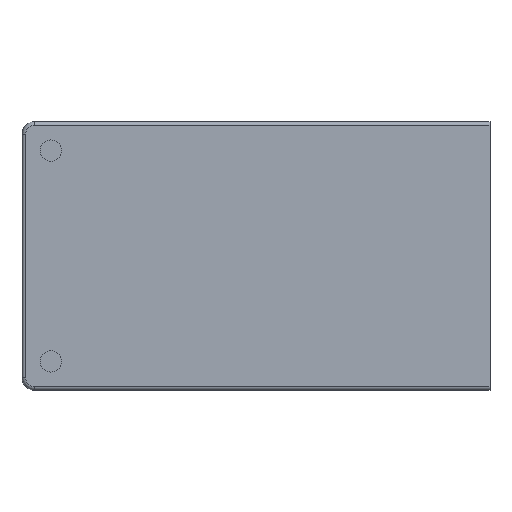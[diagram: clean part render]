
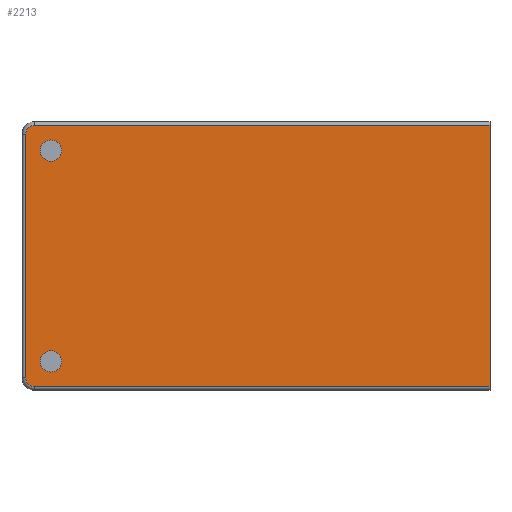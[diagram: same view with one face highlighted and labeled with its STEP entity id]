
A CAD part, front view. The second image highlights one B-rep face of the part: STEP entity #2213.
In plain terms, the highlighted planar face has unit normal (0, -1, 0).
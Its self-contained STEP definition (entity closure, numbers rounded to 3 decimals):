
#10 = FACE_BOUND ( 'NONE', #1300, .T. ) ;
#34 = VERTEX_POINT ( 'NONE', #4019 ) ;
#86 = CARTESIAN_POINT ( 'NONE',  ( 185.975, 0., -1.5 ) ) ;
#134 = CARTESIAN_POINT ( 'NONE',  ( 5., 0., -5. ) ) ;
#149 = DIRECTION ( 'NONE',  ( 1., 0., 0. ) ) ;
#199 = CIRCLE ( 'NONE', #2644, 4.25 ) ;
#201 = VECTOR ( 'NONE', #149, 1000. ) ;
#207 = ORIENTED_EDGE ( 'NONE', *, *, #3264, .F. ) ;
#266 = DIRECTION ( 'NONE',  ( 0., 0., -1. ) ) ;
#275 = DIRECTION ( 'NONE',  ( 0., 1., 0. ) ) ;
#298 = EDGE_CURVE ( 'NONE', #1712, #3446, #2464, .T. ) ;
#326 = DIRECTION ( 'NONE',  ( 0., 0., -1. ) ) ;
#329 = CARTESIAN_POINT ( 'NONE',  ( 11.5, 0., -7.25 ) ) ;
#421 = EDGE_CURVE ( 'NONE', #2544, #1712, #2588, .T. ) ;
#465 = EDGE_CURVE ( 'NONE', #4136, #34, #1815, .T. ) ;
#653 = AXIS2_PLACEMENT_3D ( 'NONE', #134, #2381, #3460 ) ;
#668 = CARTESIAN_POINT ( 'NONE',  ( 5., 0., -1.5 ) ) ;
#810 = CARTESIAN_POINT ( 'NONE',  ( 11.5, 0., -99.5 ) ) ;
#815 = VECTOR ( 'NONE', #266, 1000. ) ;
#827 = LINE ( 'NONE', #1460, #2758 ) ;
#834 = AXIS2_PLACEMENT_3D ( 'NONE', #1633, #2976, #326 ) ;
#895 = VERTEX_POINT ( 'NONE', #668 ) ;
#958 = CARTESIAN_POINT ( 'NONE',  ( 1.5, 0., -101.75 ) ) ;
#976 = DIRECTION ( 'NONE',  ( 0., 0., -1. ) ) ;
#979 = LINE ( 'NONE', #958, #815 ) ;
#1035 = ORIENTED_EDGE ( 'NONE', *, *, #298, .T. ) ;
#1043 = DIRECTION ( 'NONE',  ( 0., 0., -1. ) ) ;
#1062 = EDGE_CURVE ( 'NONE', #4264, #2544, #979, .T. ) ;
#1087 = ORIENTED_EDGE ( 'NONE', *, *, #1841, .F. ) ;
#1097 = EDGE_LOOP ( 'NONE', ( #1035, #4225, #3685, #3796, #3265, #1794 ) ) ;
#1103 = CARTESIAN_POINT ( 'NONE',  ( 1.5, 0., -5. ) ) ;
#1259 = AXIS2_PLACEMENT_3D ( 'NONE', #3625, #1571, #3950 ) ;
#1270 = CARTESIAN_POINT ( 'NONE',  ( 1.5, 0., -101.75 ) ) ;
#1300 = EDGE_LOOP ( 'NONE', ( #1087, #3230 ) ) ;
#1349 = DIRECTION ( 'NONE',  ( 0., -1., 0. ) ) ;
#1460 = CARTESIAN_POINT ( 'NONE',  ( 0., 0., -1.5 ) ) ;
#1571 = DIRECTION ( 'NONE',  ( 0., -1., 0. ) ) ;
#1608 = DIRECTION ( 'NONE',  ( 0., 0., 1. ) ) ;
#1633 = CARTESIAN_POINT ( 'NONE',  ( 11.5, 0., -11.5 ) ) ;
#1712 = VERTEX_POINT ( 'NONE', #3186 ) ;
#1743 = CIRCLE ( 'NONE', #834, 4.25 ) ;
#1774 = DIRECTION ( 'NONE',  ( -1., 0., 0. ) ) ;
#1794 = ORIENTED_EDGE ( 'NONE', *, *, #421, .T. ) ;
#1815 = CIRCLE ( 'NONE', #2371, 4.25 ) ;
#1821 = CARTESIAN_POINT ( 'NONE',  ( 185.975, 0., -105.25 ) ) ;
#1841 = EDGE_CURVE ( 'NONE', #34, #4136, #1743, .T. ) ;
#1860 = DIRECTION ( 'NONE',  ( 0., 0., 1. ) ) ;
#1931 = FACE_BOUND ( 'NONE', #2955, .T. ) ;
#1962 = DIRECTION ( 'NONE',  ( 0., -1., 0. ) ) ;
#2029 = CARTESIAN_POINT ( 'NONE',  ( 11.5, 0., -95.25 ) ) ;
#2133 = CARTESIAN_POINT ( 'NONE',  ( 366.95, 0., -105.25 ) ) ;
#2188 = LINE ( 'NONE', #3156, #3111 ) ;
#2213 = ADVANCED_FACE ( 'NONE', ( #1931, #10, #3012 ), #4296, .F. ) ;
#2250 = CIRCLE ( 'NONE', #653, 3.5 ) ;
#2284 = ORIENTED_EDGE ( 'NONE', *, *, #3034, .F. ) ;
#2335 = AXIS2_PLACEMENT_3D ( 'NONE', #2615, #275, #1608 ) ;
#2371 = AXIS2_PLACEMENT_3D ( 'NONE', #2958, #1962, #3232 ) ;
#2381 = DIRECTION ( 'NONE',  ( 0., -1., 0. ) ) ;
#2449 = EDGE_CURVE ( 'NONE', #3446, #3288, #2188, .T. ) ;
#2464 = LINE ( 'NONE', #2133, #201 ) ;
#2544 = VERTEX_POINT ( 'NONE', #1270 ) ;
#2588 = CIRCLE ( 'NONE', #1259, 3.5 ) ;
#2615 = CARTESIAN_POINT ( 'NONE',  ( 0., 0., 0. ) ) ;
#2644 = AXIS2_PLACEMENT_3D ( 'NONE', #2029, #1349, #976 ) ;
#2758 = VECTOR ( 'NONE', #1774, 1000. ) ;
#2781 = CARTESIAN_POINT ( 'NONE',  ( 11.5, 0., -91. ) ) ;
#2788 = EDGE_CURVE ( 'NONE', #3288, #895, #827, .T. ) ;
#2861 = VERTEX_POINT ( 'NONE', #2781 ) ;
#2955 = EDGE_LOOP ( 'NONE', ( #2284, #207 ) ) ;
#2958 = CARTESIAN_POINT ( 'NONE',  ( 11.5, 0., -11.5 ) ) ;
#2976 = DIRECTION ( 'NONE',  ( 0., -1., 0. ) ) ;
#3012 = FACE_OUTER_BOUND ( 'NONE', #1097, .T. ) ;
#3034 = EDGE_CURVE ( 'NONE', #3600, #2861, #199, .T. ) ;
#3104 = CARTESIAN_POINT ( 'NONE',  ( 11.5, 0., -95.25 ) ) ;
#3111 = VECTOR ( 'NONE', #1860, 1000. ) ;
#3156 = CARTESIAN_POINT ( 'NONE',  ( 185.975, 0., 0. ) ) ;
#3186 = CARTESIAN_POINT ( 'NONE',  ( 5., 0., -105.25 ) ) ;
#3230 = ORIENTED_EDGE ( 'NONE', *, *, #465, .F. ) ;
#3232 = DIRECTION ( 'NONE',  ( 0., 0., -1. ) ) ;
#3264 = EDGE_CURVE ( 'NONE', #2861, #3600, #3657, .T. ) ;
#3265 = ORIENTED_EDGE ( 'NONE', *, *, #1062, .T. ) ;
#3288 = VERTEX_POINT ( 'NONE', #86 ) ;
#3373 = AXIS2_PLACEMENT_3D ( 'NONE', #3104, #3451, #1043 ) ;
#3446 = VERTEX_POINT ( 'NONE', #1821 ) ;
#3451 = DIRECTION ( 'NONE',  ( 0., -1., 0. ) ) ;
#3460 = DIRECTION ( 'NONE',  ( 0., 0., 1. ) ) ;
#3571 = EDGE_CURVE ( 'NONE', #895, #4264, #2250, .T. ) ;
#3600 = VERTEX_POINT ( 'NONE', #810 ) ;
#3625 = CARTESIAN_POINT ( 'NONE',  ( 5., 0., -101.75 ) ) ;
#3657 = CIRCLE ( 'NONE', #3373, 4.25 ) ;
#3685 = ORIENTED_EDGE ( 'NONE', *, *, #2788, .T. ) ;
#3796 = ORIENTED_EDGE ( 'NONE', *, *, #3571, .T. ) ;
#3950 = DIRECTION ( 'NONE',  ( 0., 0., 1. ) ) ;
#4019 = CARTESIAN_POINT ( 'NONE',  ( 11.5, 0., -15.75 ) ) ;
#4136 = VERTEX_POINT ( 'NONE', #329 ) ;
#4225 = ORIENTED_EDGE ( 'NONE', *, *, #2449, .T. ) ;
#4264 = VERTEX_POINT ( 'NONE', #1103 ) ;
#4296 = PLANE ( 'NONE',  #2335 ) ;
